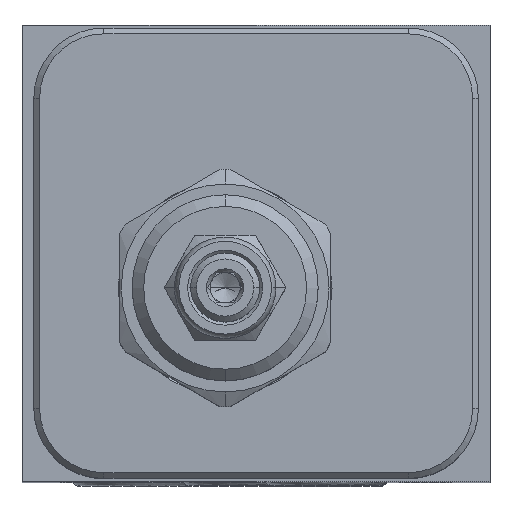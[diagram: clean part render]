
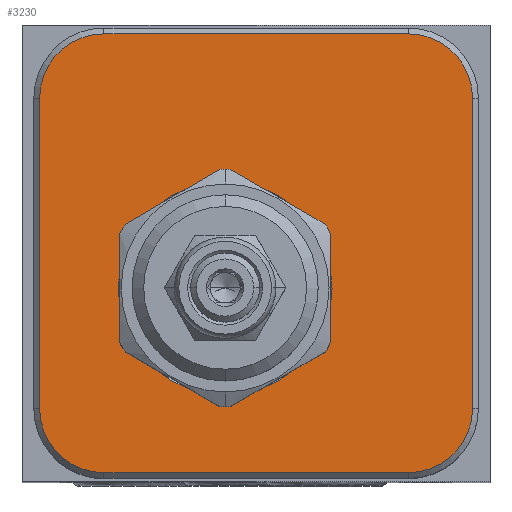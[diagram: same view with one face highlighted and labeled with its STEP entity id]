
A CAD part, top view. The second image highlights one B-rep face of the part: STEP entity #3230.
In plain terms, the highlighted planar face has unit normal (0, 0, 1).
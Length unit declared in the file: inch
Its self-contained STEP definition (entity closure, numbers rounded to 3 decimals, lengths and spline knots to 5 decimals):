
#85=CARTESIAN_POINT('',(0.438,-2.047,4.344));
#86=DIRECTION('',(0.,0.,-1.));
#87=DIRECTION('',(0.,-1.,0.));
#88=AXIS2_PLACEMENT_3D('',#85,#86,#87);
#99=CARTESIAN_POINT('',(1.085,-1.406,4.344));
#100=DIRECTION('',(0.,0.,-1.));
#101=DIRECTION('',(-1.,0.,0.));
#102=AXIS2_PLACEMENT_3D('',#99,#100,#101);
#104=CARTESIAN_POINT('',(1.085,-1.406,4.344));
#105=DIRECTION('',(0.,0.,-1.));
#106=DIRECTION('',(1.,0.,0.));
#107=AXIS2_PLACEMENT_3D('',#104,#105,#106);
#2644=DIRECTION('',(0.,1.,0.));
#2645=VECTOR('',#2644,1.656);
#2646=CARTESIAN_POINT('',(0.094,-2.047,4.344));
#2647=LINE('',#2646,#2645);
#2664=CARTESIAN_POINT('',(0.438,-0.391,4.344));
#2665=DIRECTION('',(0.,0.,-1.));
#2666=DIRECTION('',(-1.,0.,0.));
#2667=AXIS2_PLACEMENT_3D('',#2664,#2665,#2666);
#2682=DIRECTION('',(1.,0.,0.));
#2683=VECTOR('',#2682,1.625);
#2684=CARTESIAN_POINT('',(0.438,-0.047,4.344));
#2685=LINE('',#2684,#2683);
#2698=CARTESIAN_POINT('',(2.063,-0.391,4.344));
#2699=DIRECTION('',(0.,0.,-1.));
#2700=DIRECTION('',(0.,1.,0.));
#2701=AXIS2_PLACEMENT_3D('',#2698,#2699,#2700);
#2712=DIRECTION('',(0.,-1.,0.));
#2713=VECTOR('',#2712,1.656);
#2714=CARTESIAN_POINT('',(2.407,-0.391,4.344));
#2715=LINE('',#2714,#2713);
#2732=CARTESIAN_POINT('',(2.063,-2.047,4.344));
#2733=DIRECTION('',(0.,0.,-1.));
#2734=DIRECTION('',(1.,0.,0.));
#2735=AXIS2_PLACEMENT_3D('',#2732,#2733,#2734);
#2746=DIRECTION('',(-1.,0.,0.));
#2747=VECTOR('',#2746,1.625);
#2748=CARTESIAN_POINT('',(2.063,-2.391,4.344));
#2749=LINE('',#2748,#2747);
#2822=CARTESIAN_POINT('',(0.514,-1.406,
4.344));
#2823=CARTESIAN_POINT('',(1.656,-1.406,4.344));
#2824=VERTEX_POINT('',#2822);
#2825=VERTEX_POINT('',#2823);
#2860=CARTESIAN_POINT('',(0.438,-0.047,4.344));
#2861=CARTESIAN_POINT('',(2.063,-0.047,4.344));
#2862=VERTEX_POINT('',#2860);
#2863=VERTEX_POINT('',#2861);
#2868=CARTESIAN_POINT('',(2.407,-0.391,4.344));
#2869=VERTEX_POINT('',#2868);
#2872=CARTESIAN_POINT('',(2.407,-2.047,4.344));
#2873=VERTEX_POINT('',#2872);
#2876=CARTESIAN_POINT('',(2.063,-2.391,4.344));
#2877=VERTEX_POINT('',#2876);
#2880=CARTESIAN_POINT('',(0.438,-2.391,4.344));
#2881=VERTEX_POINT('',#2880);
#2884=CARTESIAN_POINT('',(0.094,-2.047,4.344));
#2885=VERTEX_POINT('',#2884);
#2888=CARTESIAN_POINT('',(0.094,-0.391,4.344));
#2889=VERTEX_POINT('',#2888);
#3202=CARTESIAN_POINT('',(0.,0.,4.344));
#3203=DIRECTION('',(0.,0.,1.));
#3204=DIRECTION('',(1.,0.,0.));
#3205=AXIS2_PLACEMENT_3D('',#3202,#3203,#3204);
#3206=PLANE('',#3205);
#3207=ORIENTED_EDGE('',*,*,#3192,.T.);
#3209=ORIENTED_EDGE('',*,*,#3208,.T.);
#3211=ORIENTED_EDGE('',*,*,#3210,.T.);
#3213=ORIENTED_EDGE('',*,*,#3212,.T.);
#3215=ORIENTED_EDGE('',*,*,#3214,.T.);
#3217=ORIENTED_EDGE('',*,*,#3216,.T.);
#3219=ORIENTED_EDGE('',*,*,#3218,.T.);
#3221=ORIENTED_EDGE('',*,*,#3220,.T.);
#3222=EDGE_LOOP('',(#3207,#3209,#3211,#3213,#3215,#3217,#3219,#3221));
#3223=FACE_OUTER_BOUND('',#3222,.F.);
#3225=ORIENTED_EDGE('',*,*,#3224,.F.);
#3227=ORIENTED_EDGE('',*,*,#3226,.F.);
#3228=EDGE_LOOP('',(#3225,#3227));
#3229=FACE_BOUND('',#3228,.F.);
#3230=ADVANCED_FACE('',(#3223,#3229),#3206,.T.);
#89=CIRCLE('',#88,0.344);
#103=CIRCLE('',#102,0.571);
#108=CIRCLE('',#107,0.571);
#2668=CIRCLE('',#2667,0.344);
#2702=CIRCLE('',#2701,0.344);
#2736=CIRCLE('',#2735,0.344);
#3192=EDGE_CURVE('',#2881,#2885,#89,.T.);
#3208=EDGE_CURVE('',#2885,#2889,#2647,.T.);
#3210=EDGE_CURVE('',#2889,#2862,#2668,.T.);
#3212=EDGE_CURVE('',#2862,#2863,#2685,.T.);
#3214=EDGE_CURVE('',#2863,#2869,#2702,.T.);
#3216=EDGE_CURVE('',#2869,#2873,#2715,.T.);
#3218=EDGE_CURVE('',#2873,#2877,#2736,.T.);
#3220=EDGE_CURVE('',#2877,#2881,#2749,.T.);
#3224=EDGE_CURVE('',#2824,#2825,#103,.T.);
#3226=EDGE_CURVE('',#2825,#2824,#108,.T.);
